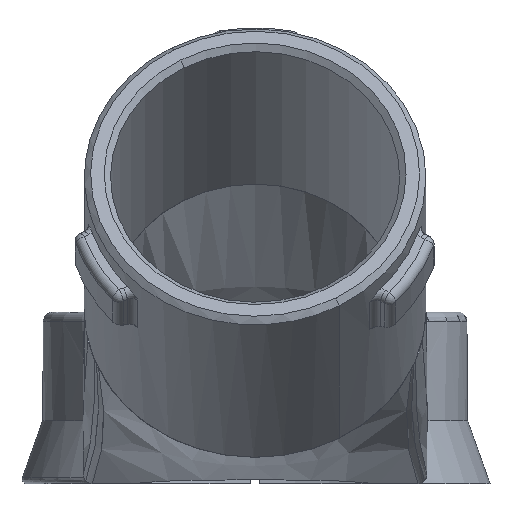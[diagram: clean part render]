
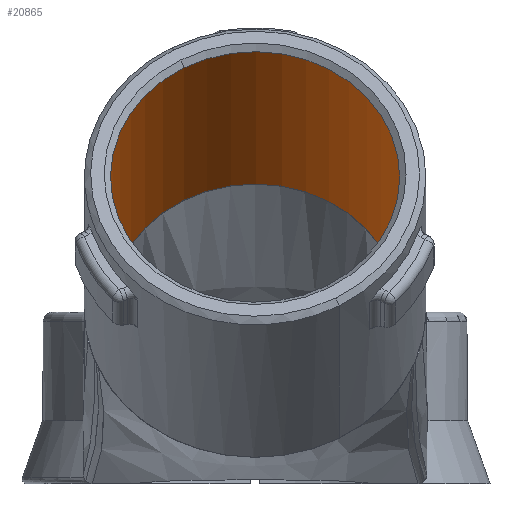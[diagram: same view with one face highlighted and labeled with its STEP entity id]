
A CAD part, front view. The second image highlights one B-rep face of the part: STEP entity #20865.
In plain terms, the highlighted cylindrical face has radius 16 mm (diameter 32 mm), a full revolution.
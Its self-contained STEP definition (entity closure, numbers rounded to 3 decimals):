
#13998 = PLANE('',#13999);
#13999 = AXIS2_PLACEMENT_3D('',#14000,#14001,#14002);
#14000 = CARTESIAN_POINT('',(9.466,-33.768,
    44.801));
#14001 = DIRECTION('',(0.,0.866,-0.5));
#14002 = DIRECTION('',(0.492,-0.435,-0.754));
#16176 = EDGE_CURVE('',#16177,#16179,#16181,.T.);
#16177 = VERTEX_POINT('',#16178);
#16178 = CARTESIAN_POINT('',(-7.872,-43.835,
    27.363));
#16179 = VERTEX_POINT('',#16180);
#16180 = CARTESIAN_POINT('',(7.872,-57.765,
    3.237));
#16181 = SURFACE_CURVE('',#16182,(#16187,#16198),.PCURVE_S1.);
#16182 = CIRCLE('',#16183,16.);
#16183 = AXIS2_PLACEMENT_3D('',#16184,#16185,#16186);
#16184 = CARTESIAN_POINT('',(0.,-50.8,15.3));
#16185 = DIRECTION('',(0.,-0.866,0.5));
#16186 = DIRECTION('',(-0.492,0.435,0.754));
#16187 = PCURVE('',#13998,#16188);
#16188 = DEFINITIONAL_REPRESENTATION('',(#16189),#16197);
#16189 = ( BOUNDED_CURVE() B_SPLINE_CURVE(2,(#16190,#16191,#16192,#16193
    ,#16194,#16195,#16196),.UNSPECIFIED.,.T.,.F.) 
B_SPLINE_CURVE_WITH_KNOTS((1,2,2,2,2,1),(-2.094,0.,
    2.094,4.189,6.283,8.378),
.UNSPECIFIED.) CURVE() GEOMETRIC_REPRESENTATION_ITEM() 
RATIONAL_B_SPLINE_CURVE((1.,0.5,1.,0.5,1.,0.5,1.)) REPRESENTATION_ITEM(
  '') );
#16190 = CARTESIAN_POINT('',(9.,25.));
#16191 = CARTESIAN_POINT('',(9.,52.713));
#16192 = CARTESIAN_POINT('',(33.,38.856));
#16193 = CARTESIAN_POINT('',(57.,25.));
#16194 = CARTESIAN_POINT('',(33.,11.144));
#16195 = CARTESIAN_POINT('',(9.,-2.713));
#16196 = CARTESIAN_POINT('',(9.,25.));
#16197 = ( GEOMETRIC_REPRESENTATION_CONTEXT(2) 
PARAMETRIC_REPRESENTATION_CONTEXT() REPRESENTATION_CONTEXT('2D SPACE',''
  ) );
#16198 = PCURVE('',#16199,#16204);
#16199 = CYLINDRICAL_SURFACE('',#16200,16.);
#16200 = AXIS2_PLACEMENT_3D('',#16201,#16202,#16203);
#16201 = CARTESIAN_POINT('',(0.,-76.781,30.3));
#16202 = DIRECTION('',(0.,-0.866,0.5));
#16203 = DIRECTION('',(0.492,-0.435,-0.754));
#16204 = DEFINITIONAL_REPRESENTATION('',(#16205),#16209);
#16205 = LINE('',#16206,#16207);
#16206 = CARTESIAN_POINT('',(3.142,-30.));
#16207 = VECTOR('',#16208,1.);
#16208 = DIRECTION('',(1.,0.));
#16209 = ( GEOMETRIC_REPRESENTATION_CONTEXT(2) 
PARAMETRIC_REPRESENTATION_CONTEXT() REPRESENTATION_CONTEXT('2D SPACE',''
  ) );
#16211 = EDGE_CURVE('',#16179,#16177,#16212,.T.);
#16212 = SURFACE_CURVE('',#16213,(#16218,#16229),.PCURVE_S1.);
#16213 = CIRCLE('',#16214,16.);
#16214 = AXIS2_PLACEMENT_3D('',#16215,#16216,#16217);
#16215 = CARTESIAN_POINT('',(0.,-50.8,15.3));
#16216 = DIRECTION('',(0.,-0.866,0.5));
#16217 = DIRECTION('',(-0.492,0.435,0.754));
#16218 = PCURVE('',#13998,#16219);
#16219 = DEFINITIONAL_REPRESENTATION('',(#16220),#16228);
#16220 = ( BOUNDED_CURVE() B_SPLINE_CURVE(2,(#16221,#16222,#16223,#16224
    ,#16225,#16226,#16227),.UNSPECIFIED.,.T.,.F.) 
B_SPLINE_CURVE_WITH_KNOTS((1,2,2,2,2,1),(-2.094,0.,
    2.094,4.189,6.283,8.378),
.UNSPECIFIED.) CURVE() GEOMETRIC_REPRESENTATION_ITEM() 
RATIONAL_B_SPLINE_CURVE((1.,0.5,1.,0.5,1.,0.5,1.)) REPRESENTATION_ITEM(
  '') );
#16221 = CARTESIAN_POINT('',(9.,25.));
#16222 = CARTESIAN_POINT('',(9.,52.713));
#16223 = CARTESIAN_POINT('',(33.,38.856));
#16224 = CARTESIAN_POINT('',(57.,25.));
#16225 = CARTESIAN_POINT('',(33.,11.144));
#16226 = CARTESIAN_POINT('',(9.,-2.713));
#16227 = CARTESIAN_POINT('',(9.,25.));
#16228 = ( GEOMETRIC_REPRESENTATION_CONTEXT(2) 
PARAMETRIC_REPRESENTATION_CONTEXT() REPRESENTATION_CONTEXT('2D SPACE',''
  ) );
#16229 = PCURVE('',#16199,#16230);
#16230 = DEFINITIONAL_REPRESENTATION('',(#16231),#16235);
#16231 = LINE('',#16232,#16233);
#16232 = CARTESIAN_POINT('',(-3.142,-30.));
#16233 = VECTOR('',#16234,1.);
#16234 = DIRECTION('',(1.,0.));
#16235 = ( GEOMETRIC_REPRESENTATION_CONTEXT(2) 
PARAMETRIC_REPRESENTATION_CONTEXT() REPRESENTATION_CONTEXT('2D SPACE',''
  ) );
#19255 = CONICAL_SURFACE('',#19256,16.35,0.785);
#19256 = AXIS2_PLACEMENT_3D('',#19257,#19258,#19259);
#19257 = CARTESIAN_POINT('',(0.,-76.478,30.125));
#19258 = DIRECTION('',(0.,-0.866,0.5));
#19259 = DIRECTION('',(0.492,-0.435,-0.754));
#19286 = CONICAL_SURFACE('',#19287,16.35,0.785);
#19287 = AXIS2_PLACEMENT_3D('',#19288,#19289,#19290);
#19288 = CARTESIAN_POINT('',(0.,-76.478,30.125));
#19289 = DIRECTION('',(0.,-0.866,0.5));
#19290 = DIRECTION('',(0.492,-0.435,-0.754));
#20734 = VERTEX_POINT('',#20735);
#20735 = CARTESIAN_POINT('',(-7.872,-69.21,
    42.013));
#20756 = EDGE_CURVE('',#20734,#20757,#20759,.T.);
#20757 = VERTEX_POINT('',#20758);
#20758 = CARTESIAN_POINT('',(7.872,-83.139,
    17.887));
#20759 = SURFACE_CURVE('',#20760,(#20765,#20772),.PCURVE_S1.);
#20760 = CIRCLE('',#20761,16.);
#20761 = AXIS2_PLACEMENT_3D('',#20762,#20763,#20764);
#20762 = CARTESIAN_POINT('',(0.,-76.175,29.95));
#20763 = DIRECTION('',(0.,-0.866,0.5));
#20764 = DIRECTION('',(-0.492,0.435,0.754));
#20765 = PCURVE('',#19255,#20766);
#20766 = DEFINITIONAL_REPRESENTATION('',(#20767),#20771);
#20767 = LINE('',#20768,#20769);
#20768 = CARTESIAN_POINT('',(3.142,-0.35));
#20769 = VECTOR('',#20770,1.);
#20770 = DIRECTION('',(1.,0.));
#20771 = ( GEOMETRIC_REPRESENTATION_CONTEXT(2) 
PARAMETRIC_REPRESENTATION_CONTEXT() REPRESENTATION_CONTEXT('2D SPACE',''
  ) );
#20772 = PCURVE('',#16199,#20773);
#20773 = DEFINITIONAL_REPRESENTATION('',(#20774),#20778);
#20774 = LINE('',#20775,#20776);
#20775 = CARTESIAN_POINT('',(3.142,-0.7));
#20776 = VECTOR('',#20777,1.);
#20777 = DIRECTION('',(1.,0.));
#20778 = ( GEOMETRIC_REPRESENTATION_CONTEXT(2) 
PARAMETRIC_REPRESENTATION_CONTEXT() REPRESENTATION_CONTEXT('2D SPACE',''
  ) );
#20806 = EDGE_CURVE('',#20757,#20734,#20807,.T.);
#20807 = SURFACE_CURVE('',#20808,(#20813,#20820),.PCURVE_S1.);
#20808 = CIRCLE('',#20809,16.);
#20809 = AXIS2_PLACEMENT_3D('',#20810,#20811,#20812);
#20810 = CARTESIAN_POINT('',(0.,-76.175,29.95));
#20811 = DIRECTION('',(0.,-0.866,0.5));
#20812 = DIRECTION('',(-0.492,0.435,0.754));
#20813 = PCURVE('',#19286,#20814);
#20814 = DEFINITIONAL_REPRESENTATION('',(#20815),#20819);
#20815 = LINE('',#20816,#20817);
#20816 = CARTESIAN_POINT('',(-3.142,-0.35));
#20817 = VECTOR('',#20818,1.);
#20818 = DIRECTION('',(1.,0.));
#20819 = ( GEOMETRIC_REPRESENTATION_CONTEXT(2) 
PARAMETRIC_REPRESENTATION_CONTEXT() REPRESENTATION_CONTEXT('2D SPACE',''
  ) );
#20820 = PCURVE('',#16199,#20821);
#20821 = DEFINITIONAL_REPRESENTATION('',(#20822),#20826);
#20822 = LINE('',#20823,#20824);
#20823 = CARTESIAN_POINT('',(-3.142,-0.7));
#20824 = VECTOR('',#20825,1.);
#20825 = DIRECTION('',(1.,0.));
#20826 = ( GEOMETRIC_REPRESENTATION_CONTEXT(2) 
PARAMETRIC_REPRESENTATION_CONTEXT() REPRESENTATION_CONTEXT('2D SPACE',''
  ) );
#20865 = ADVANCED_FACE('',(#20866),#16199,.F.);
#20866 = FACE_BOUND('',#20867,.F.);
#20867 = EDGE_LOOP('',(#20868,#20869,#20870,#20890,#20891,#20892));
#20868 = ORIENTED_EDGE('',*,*,#20756,.F.);
#20869 = ORIENTED_EDGE('',*,*,#20806,.F.);
#20870 = ORIENTED_EDGE('',*,*,#20871,.F.);
#20871 = EDGE_CURVE('',#16179,#20757,#20872,.T.);
#20872 = SEAM_CURVE('',#20873,(#20876,#20883),.PCURVE_S1.);
#20873 = B_SPLINE_CURVE_WITH_KNOTS('',1,(#20874,#20875),.UNSPECIFIED.,
  .F.,.F.,(2,2),(-30.,-0.7),.PIECEWISE_BEZIER_KNOTS.);
#20874 = CARTESIAN_POINT('',(7.872,-57.765,
    3.237));
#20875 = CARTESIAN_POINT('',(7.872,-83.139,
    17.887));
#20876 = PCURVE('',#16199,#20877);
#20877 = DEFINITIONAL_REPRESENTATION('',(#20878),#20882);
#20878 = LINE('',#20879,#20880);
#20879 = CARTESIAN_POINT('',(0.,0.));
#20880 = VECTOR('',#20881,1.);
#20881 = DIRECTION('',(0.,1.));
#20882 = ( GEOMETRIC_REPRESENTATION_CONTEXT(2) 
PARAMETRIC_REPRESENTATION_CONTEXT() REPRESENTATION_CONTEXT('2D SPACE',''
  ) );
#20883 = PCURVE('',#16199,#20884);
#20884 = DEFINITIONAL_REPRESENTATION('',(#20885),#20889);
#20885 = LINE('',#20886,#20887);
#20886 = CARTESIAN_POINT('',(6.283,0.));
#20887 = VECTOR('',#20888,1.);
#20888 = DIRECTION('',(0.,1.));
#20889 = ( GEOMETRIC_REPRESENTATION_CONTEXT(2) 
PARAMETRIC_REPRESENTATION_CONTEXT() REPRESENTATION_CONTEXT('2D SPACE',''
  ) );
#20890 = ORIENTED_EDGE('',*,*,#16211,.T.);
#20891 = ORIENTED_EDGE('',*,*,#16176,.T.);
#20892 = ORIENTED_EDGE('',*,*,#20871,.T.);
